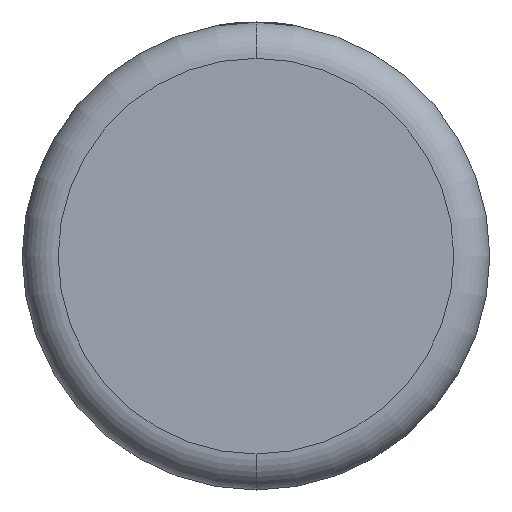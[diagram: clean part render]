
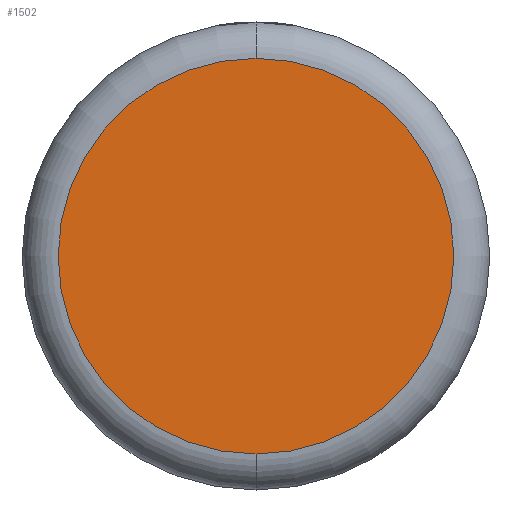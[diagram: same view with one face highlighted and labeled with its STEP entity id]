
A CAD part, front view. The second image highlights one B-rep face of the part: STEP entity #1502.
In plain terms, the highlighted planar face has unit normal (0, -1, 0).
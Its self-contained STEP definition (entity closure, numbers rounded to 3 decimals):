
#143 = CARTESIAN_POINT ( 'NONE',  ( 0., 0., -5.5 ) ) ;
#422 = VERTEX_POINT ( 'NONE', #143 ) ;
#546 = PLANE ( 'NONE',  #1223 ) ;
#561 = DIRECTION ( 'NONE',  ( 0., 0., 1. ) ) ;
#794 = CIRCLE ( 'NONE', #3830, 5.5 ) ;
#928 = ORIENTED_EDGE ( 'NONE', *, *, #1887, .T. ) ;
#941 = EDGE_CURVE ( 'NONE', #1753, #422, #1496, .T. ) ;
#1062 = CARTESIAN_POINT ( 'NONE',  ( 0., 0., 0. ) ) ;
#1223 = AXIS2_PLACEMENT_3D ( 'NONE', #3057, #2718, #561 ) ;
#1496 = CIRCLE ( 'NONE', #3934, 5.5 ) ;
#1502 = ADVANCED_FACE ( 'NONE', ( #2228 ), #546, .F. ) ;
#1560 = ORIENTED_EDGE ( 'NONE', *, *, #941, .T. ) ;
#1690 = DIRECTION ( 'NONE',  ( 0., 0., 1. ) ) ;
#1753 = VERTEX_POINT ( 'NONE', #2287 ) ;
#1887 = EDGE_CURVE ( 'NONE', #422, #1753, #794, .T. ) ;
#2147 = DIRECTION ( 'NONE',  ( 0., 0., 1. ) ) ;
#2228 = FACE_OUTER_BOUND ( 'NONE', #2598, .T. ) ;
#2287 = CARTESIAN_POINT ( 'NONE',  ( 0., 0., 5.5 ) ) ;
#2598 = EDGE_LOOP ( 'NONE', ( #1560, #928 ) ) ;
#2718 = DIRECTION ( 'NONE',  ( 0., 1., 0. ) ) ;
#3057 = CARTESIAN_POINT ( 'NONE',  ( 0., 0., 0. ) ) ;
#3354 = DIRECTION ( 'NONE',  ( 0., -1., 0. ) ) ;
#3383 = CARTESIAN_POINT ( 'NONE',  ( 0., 0., 0. ) ) ;
#3583 = DIRECTION ( 'NONE',  ( 0., -1., 0. ) ) ;
#3830 = AXIS2_PLACEMENT_3D ( 'NONE', #3383, #3354, #2147 ) ;
#3934 = AXIS2_PLACEMENT_3D ( 'NONE', #1062, #3583, #1690 ) ;
